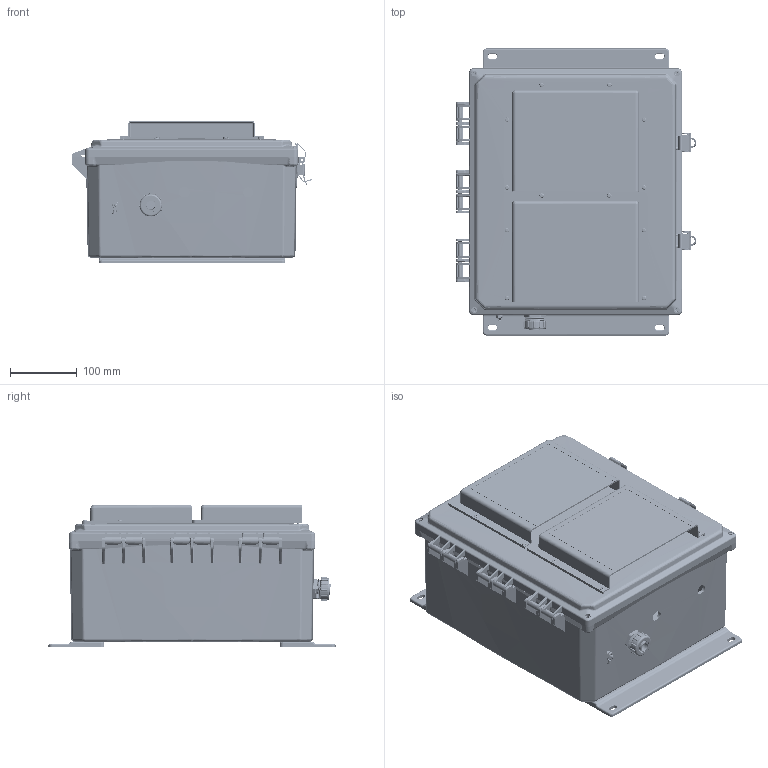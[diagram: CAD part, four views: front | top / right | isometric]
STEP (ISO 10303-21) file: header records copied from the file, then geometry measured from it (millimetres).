
FILE_DESCRIPTION (( 'STEP AP214' ), '1' );
FILE_NAME ('TEBPC141206-00V.step', '2020-01-28T15:59:46', ( '' ), ( '' ), 'SwSTEP 2.0', 'SolidWorks 2018', '' );
FILE_SCHEMA (( 'AUTOMOTIVE_DESIGN' ));
Length unit declared in the file: inch
Products named in the file (22): XFS-0020_91735A827; NBBPC141206_Latch; XFS-0017; NBBPC141206_Lid-vented; XNBBPC141206-02; NBBPC141206_12IN-MNT-FLANGE; 1AJ09-156_.099 grip; XF451-01; XCT-0010; XCT-0011; XC-0003; Integra-Bottom Insert; XFN-0003; NBBPC141206_Box; XFR-0005; Integra-Upper Insert; XM220-01B; XCT-0005; XMH-0001; XFW-0002; TEBPC141206-00V; XFS-0026
Assembly tree (57 placements, depth 3):
  TEBPC141206-00V
    XNBBPC141206-02
      NBBPC141206_Box
      NBBPC141206_Lid-vented
      NBBPC141206_Latch  x2
      NBBPC141206_12IN-MNT-FLANGE  x2
      Integra-Bottom Insert  x4
      Integra-Upper Insert  x4
    XC-0003
    XFN-0003  x2
    XFS-0026
    XCT-0005
    XCT-0010
    XF451-01
    XFW-0002  x5
    XFS-0020_91735A827  x4
    XFS-0017
    XCT-0011
    XMH-0001  x2
    XM220-01B  x2
    XFR-0005  x12
    1AJ09-156_.099 grip  x8
Bounding box: 360.69 x 430.53 x 214.29 mm (x, y, z)
Volume: 2796009.3 mm3; surface area: 1506741.8 mm2
Topology: 66 solids, 71 shells, 7145 faces, 17776 edges, 10589 vertices
Faces by surface type: cylinder 2643, plane 1705, bspline 1565, cone 912, torus 292, sphere 28
Entity records: 241922 total; most frequent: CARTESIAN_POINT 134353, ORIENTED_EDGE 23164, DIRECTION 17242, EDGE_CURVE 11586, VERTEX_POINT 6978, AXIS2_PLACEMENT_3D 6392, EDGE_LOOP 5053, FACE_OUTER_BOUND 4736
